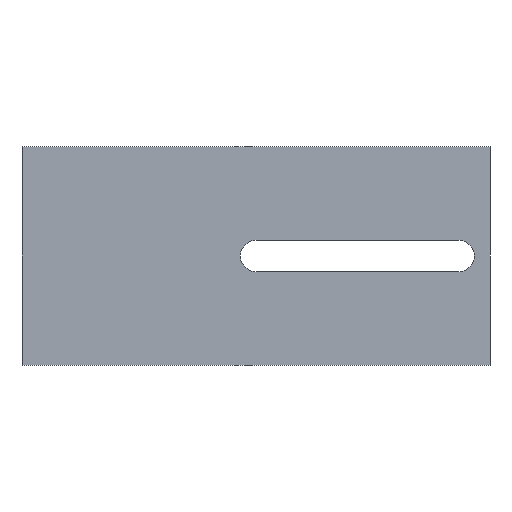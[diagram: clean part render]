
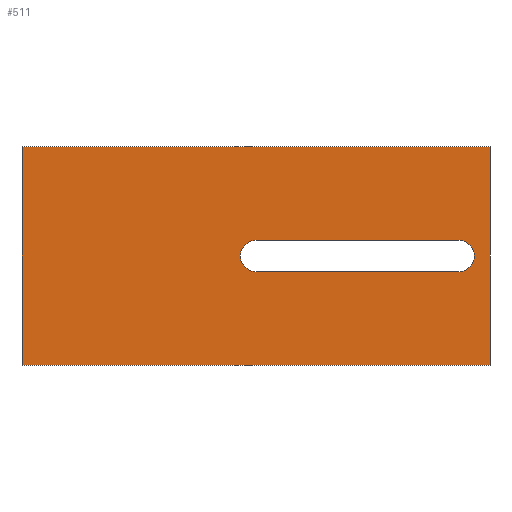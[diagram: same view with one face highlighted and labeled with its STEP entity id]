
A CAD part, front view. The second image highlights one B-rep face of the part: STEP entity #511.
In plain terms, the highlighted planar face has unit normal (0, -1, 0).
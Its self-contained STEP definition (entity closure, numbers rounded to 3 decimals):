
#8 = EDGE_CURVE ( 'NONE', #472, #704, #343, .T. ) ;
#25 = ORIENTED_EDGE ( 'NONE', *, *, #695, .T. ) ;
#41 = EDGE_CURVE ( 'NONE', #77, #384, #352, .T. ) ;
#58 = CIRCLE ( 'NONE', #396, 1. ) ;
#76 = VERTEX_POINT ( 'NONE', #799 ) ;
#77 = VERTEX_POINT ( 'NONE', #239 ) ;
#82 = VECTOR ( 'NONE', #662, 1000. ) ;
#91 = DIRECTION ( 'NONE',  ( -1., 0., 0. ) ) ;
#99 = CARTESIAN_POINT ( 'NONE',  ( 0., 0., 0. ) ) ;
#106 = ORIENTED_EDGE ( 'NONE', *, *, #367, .F. ) ;
#121 = VERTEX_POINT ( 'NONE', #713 ) ;
#163 = LINE ( 'NONE', #419, #420 ) ;
#180 = ORIENTED_EDGE ( 'NONE', *, *, #8, .T. ) ;
#205 = VECTOR ( 'NONE', #91, 1000. ) ;
#210 = LINE ( 'NONE', #99, #82 ) ;
#231 = ORIENTED_EDGE ( 'NONE', *, *, #691, .F. ) ;
#237 = DIRECTION ( 'NONE',  ( 0., 0., -1. ) ) ;
#238 = EDGE_CURVE ( 'NONE', #76, #400, #58, .T. ) ;
#239 = CARTESIAN_POINT ( 'NONE',  ( 0., 0., -14. ) ) ;
#242 = DIRECTION ( 'NONE',  ( 0., 1., 0. ) ) ;
#249 = ORIENTED_EDGE ( 'NONE', *, *, #280, .F. ) ;
#260 = ORIENTED_EDGE ( 'NONE', *, *, #238, .T. ) ;
#263 = AXIS2_PLACEMENT_3D ( 'NONE', #684, #379, #237 ) ;
#274 = CARTESIAN_POINT ( 'NONE',  ( 15., 0., -6. ) ) ;
#280 = EDGE_CURVE ( 'NONE', #384, #774, #210, .T. ) ;
#290 = VECTOR ( 'NONE', #801, 1000. ) ;
#294 = CARTESIAN_POINT ( 'NONE',  ( 0., 0., -14. ) ) ;
#303 = FACE_OUTER_BOUND ( 'NONE', #584, .T. ) ;
#343 = CIRCLE ( 'NONE', #449, 1. ) ;
#352 = LINE ( 'NONE', #756, #768 ) ;
#367 = EDGE_CURVE ( 'NONE', #774, #121, #163, .T. ) ;
#370 = DIRECTION ( 'NONE',  ( 0., 0., 1. ) ) ;
#379 = DIRECTION ( 'NONE',  ( 0., -1., 0. ) ) ;
#384 = VERTEX_POINT ( 'NONE', #407 ) ;
#395 = DIRECTION ( 'NONE',  ( 0., 0., 1. ) ) ;
#396 = AXIS2_PLACEMENT_3D ( 'NONE', #676, #595, #395 ) ;
#400 = VERTEX_POINT ( 'NONE', #611 ) ;
#406 = LINE ( 'NONE', #528, #205 ) ;
#407 = CARTESIAN_POINT ( 'NONE',  ( 0., 0., 0. ) ) ;
#419 = CARTESIAN_POINT ( 'NONE',  ( 30., 0., 0. ) ) ;
#420 = VECTOR ( 'NONE', #728, 1000. ) ;
#423 = PLANE ( 'NONE',  #263 ) ;
#433 = EDGE_LOOP ( 'NONE', ( #25, #180, #710, #260 ) ) ;
#449 = AXIS2_PLACEMENT_3D ( 'NONE', #737, #242, #370 ) ;
#461 = VECTOR ( 'NONE', #478, 1000. ) ;
#472 = VERTEX_POINT ( 'NONE', #763 ) ;
#478 = DIRECTION ( 'NONE',  ( -1., 0., 0. ) ) ;
#511 = ADVANCED_FACE ( 'NONE', ( #303, #822 ), #423, .T. ) ;
#528 = CARTESIAN_POINT ( 'NONE',  ( 15., 0., -8. ) ) ;
#584 = EDGE_LOOP ( 'NONE', ( #682, #231, #106, #249 ) ) ;
#595 = DIRECTION ( 'NONE',  ( 0., 1., 0. ) ) ;
#598 = CARTESIAN_POINT ( 'NONE',  ( 15., 0., -6. ) ) ;
#611 = CARTESIAN_POINT ( 'NONE',  ( 28., 0., -8. ) ) ;
#622 = DIRECTION ( 'NONE',  ( 0., 0., 1. ) ) ;
#662 = DIRECTION ( 'NONE',  ( 1., 0., 0. ) ) ;
#671 = LINE ( 'NONE', #274, #290 ) ;
#676 = CARTESIAN_POINT ( 'NONE',  ( 28., 0., -7. ) ) ;
#682 = ORIENTED_EDGE ( 'NONE', *, *, #41, .F. ) ;
#684 = CARTESIAN_POINT ( 'NONE',  ( 0., 0., 0. ) ) ;
#691 = EDGE_CURVE ( 'NONE', #121, #77, #790, .T. ) ;
#695 = EDGE_CURVE ( 'NONE', #400, #472, #406, .T. ) ;
#704 = VERTEX_POINT ( 'NONE', #598 ) ;
#710 = ORIENTED_EDGE ( 'NONE', *, *, #729, .T. ) ;
#713 = CARTESIAN_POINT ( 'NONE',  ( 30., 0., -14. ) ) ;
#728 = DIRECTION ( 'NONE',  ( 0., 0., -1. ) ) ;
#729 = EDGE_CURVE ( 'NONE', #704, #76, #671, .T. ) ;
#737 = CARTESIAN_POINT ( 'NONE',  ( 15., 0., -7. ) ) ;
#747 = CARTESIAN_POINT ( 'NONE',  ( 30., 0., 0. ) ) ;
#756 = CARTESIAN_POINT ( 'NONE',  ( 0., 0., 0. ) ) ;
#763 = CARTESIAN_POINT ( 'NONE',  ( 15., 0., -8. ) ) ;
#768 = VECTOR ( 'NONE', #622, 1000. ) ;
#774 = VERTEX_POINT ( 'NONE', #747 ) ;
#790 = LINE ( 'NONE', #294, #461 ) ;
#799 = CARTESIAN_POINT ( 'NONE',  ( 28., 0., -6. ) ) ;
#801 = DIRECTION ( 'NONE',  ( 1., 0., 0. ) ) ;
#822 = FACE_BOUND ( 'NONE', #433, .T. ) ;
